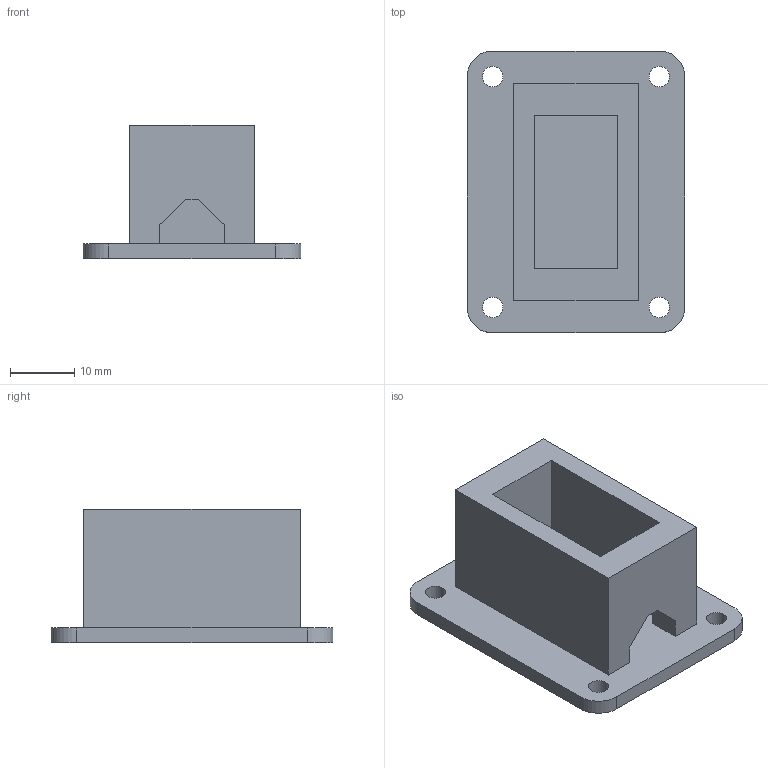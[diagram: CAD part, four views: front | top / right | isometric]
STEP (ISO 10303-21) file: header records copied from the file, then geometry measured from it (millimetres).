
FILE_DESCRIPTION(('CATIA V6 STEP','CAx-IF Rec.Pracs.--- Model Styling and Organization---1.5--- 2016-08-15','CAx-IF Rec.Pracs.---Supplemental Geometry---1.0---2011-11-01','CAx-IF Rec.Pracs.---Representation and Presentation of Product Manufacturing Information (PMI)---4.0---2014-10-13','CAx-IF Rec.Pracs.--- Composite Materials ---3.4---2017-06-13','CAx-IF Rec.Pracs.---Tessellated 3D Geometry---1.0---2015-12-17'),'2;1');
FILE_NAME('SDR_mipantiltPixyPan.stp','2024-02-09T06:49:42+00:00',('none'),('none'),'3DEXPERIENCE Platform3DEXPERIENCE R2021x HotFix 20','3DEXPERIENCE Platform STEP AP242 v2','none');
FILE_SCHEMA(('AP242_MANAGED_MODEL_BASED_3D_ENGINEERING_MIM_LF {1 0 10303 442 1 1 4}'));
Length unit declared in the file: millimetre
Products named in the file (1): 3D Shape01038874
Bounding box: 34 x 44 x 20.8 mm (x, y, z)
Volume: 9495.9 mm3; surface area: 6719.9 mm2
Topology: 1 solids, 1 shells, 34 faces, 97 edges, 65 vertices
Faces by surface type: plane 21, cylinder 13
Entity records: 1153 total; most frequent: CARTESIAN_POINT 244, ORIENTED_EDGE 194, DIRECTION 154, EDGE_CURVE 97, VECTOR 68, LINE 68, VERTEX_POINT 65, AXIS2_PLACEMENT_3D 57
